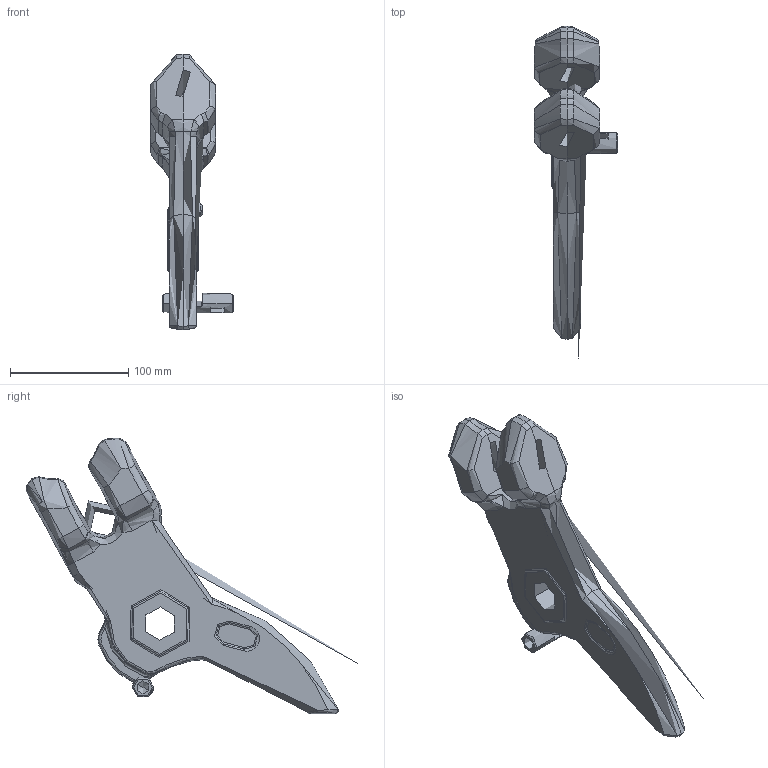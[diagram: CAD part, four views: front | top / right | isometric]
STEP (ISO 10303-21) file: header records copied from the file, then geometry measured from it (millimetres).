
FILE_DESCRIPTION(('CATIA V5 STEP Exchange'),'2;1');
FILE_NAME('X-951-20.stp','2017-06-22T07:10:21+00:00',('none'),('none'),'CATIA Version 5 Release 21 GA (IN-10)','CATIA V5 STEP AP203','none');
FILE_SCHEMA(('CONFIG_CONTROL_DESIGN'));
Length unit declared in the file: millimetre
Products named in the file (1): X-951-20
Assembly tree (3 placements, depth 2):
  X-951-20
    #58
    #46275
    #46922
Bounding box: 70.15 x 280.35 x 233 mm (x, y, z)
Volume: 19939.7 mm3
Topology: 2 solids, 6 shells, 299 faces, 704 edges, 396 vertices
Faces by surface type: bspline 98, cylinder 58, torus 50, cone 48, plane 39, revolution 4, sphere 2
Entity records: 65463 total; most frequent: CARTESIAN_POINT 54314, ORIENTED_EDGE 2872, EDGE_CURVE 1442, DIRECTION 1145, B_SPLINE_CURVE_WITH_KNOTS 889, VERTEX_POINT 811, EDGE_LOOP 639, ADVANCED_FACE 621
